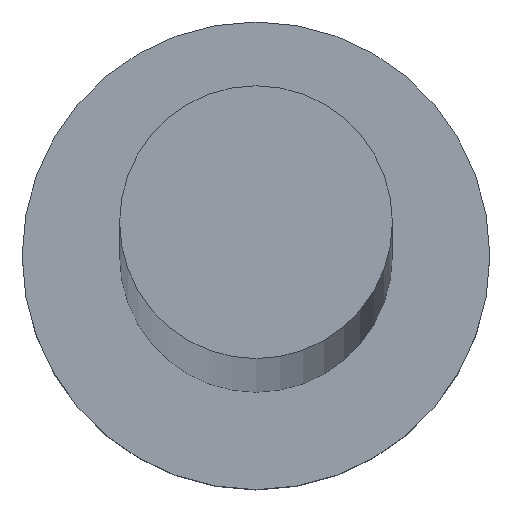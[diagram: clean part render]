
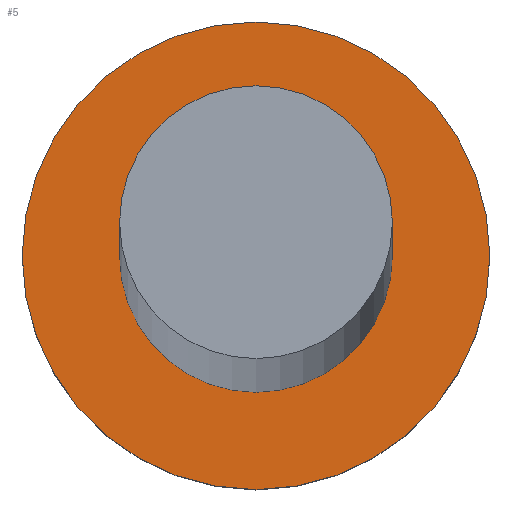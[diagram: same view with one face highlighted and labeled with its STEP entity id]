
A CAD part, top view. The second image highlights one B-rep face of the part: STEP entity #5.
In plain terms, the highlighted planar face has unit normal (0, 0, 1).
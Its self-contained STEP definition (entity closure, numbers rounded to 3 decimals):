
#5 = ADVANCED_FACE ( 'NONE', ( #208, #161 ), #141, .T. ) ;
#15 = DIRECTION ( 'NONE',  ( 0., 0., 1. ) ) ;
#16 = ORIENTED_EDGE ( 'NONE', *, *, #147, .F. ) ;
#24 = VERTEX_POINT ( 'NONE', #149 ) ;
#26 = VERTEX_POINT ( 'NONE', #49 ) ;
#30 = AXIS2_PLACEMENT_3D ( 'NONE', #239, #236, #60 ) ;
#33 = ORIENTED_EDGE ( 'NONE', *, *, #194, .T. ) ;
#37 = VERTEX_POINT ( 'NONE', #90 ) ;
#38 = AXIS2_PLACEMENT_3D ( 'NONE', #225, #15, #234 ) ;
#42 = CIRCLE ( 'NONE', #110, 6. ) ;
#49 = CARTESIAN_POINT ( 'NONE',  ( 3.5, 0., 5. ) ) ;
#56 = CARTESIAN_POINT ( 'NONE',  ( 0., 0., 5. ) ) ;
#57 = CARTESIAN_POINT ( 'NONE',  ( 0., 0., 5. ) ) ;
#60 = DIRECTION ( 'NONE',  ( 1., 0., 0. ) ) ;
#84 = CIRCLE ( 'NONE', #203, 3.5 ) ;
#85 = CARTESIAN_POINT ( 'NONE',  ( -6., 0., 5. ) ) ;
#86 = DIRECTION ( 'NONE',  ( 1., 0., 0. ) ) ;
#90 = CARTESIAN_POINT ( 'NONE',  ( -3.5, 0., 5. ) ) ;
#101 = EDGE_LOOP ( 'NONE', ( #121, #33 ) ) ;
#110 = AXIS2_PLACEMENT_3D ( 'NONE', #115, #224, #247 ) ;
#115 = CARTESIAN_POINT ( 'NONE',  ( 0., 0., 5. ) ) ;
#121 = ORIENTED_EDGE ( 'NONE', *, *, #158, .T. ) ;
#123 = EDGE_CURVE ( 'NONE', #26, #37, #84, .T. ) ;
#131 = DIRECTION ( 'NONE',  ( 0., 0., 1. ) ) ;
#132 = CIRCLE ( 'NONE', #30, 3.5 ) ;
#141 = PLANE ( 'NONE',  #38 ) ;
#147 = EDGE_CURVE ( 'NONE', #37, #26, #132, .T. ) ;
#149 = CARTESIAN_POINT ( 'NONE',  ( 6., 0., 5. ) ) ;
#153 = AXIS2_PLACEMENT_3D ( 'NONE', #57, #131, #212 ) ;
#158 = EDGE_CURVE ( 'NONE', #198, #24, #249, .T. ) ;
#161 = FACE_OUTER_BOUND ( 'NONE', #101, .T. ) ;
#182 = DIRECTION ( 'NONE',  ( 0., 0., 1. ) ) ;
#194 = EDGE_CURVE ( 'NONE', #24, #198, #42, .T. ) ;
#198 = VERTEX_POINT ( 'NONE', #85 ) ;
#203 = AXIS2_PLACEMENT_3D ( 'NONE', #56, #182, #86 ) ;
#208 = FACE_BOUND ( 'NONE', #246, .T. ) ;
#212 = DIRECTION ( 'NONE',  ( 1., 0., 0. ) ) ;
#223 = ORIENTED_EDGE ( 'NONE', *, *, #123, .F. ) ;
#224 = DIRECTION ( 'NONE',  ( 0., 0., 1. ) ) ;
#225 = CARTESIAN_POINT ( 'NONE',  ( 0., 0., 5. ) ) ;
#234 = DIRECTION ( 'NONE',  ( 1., 0., 0. ) ) ;
#236 = DIRECTION ( 'NONE',  ( 0., 0., 1. ) ) ;
#239 = CARTESIAN_POINT ( 'NONE',  ( 0., 0., 5. ) ) ;
#246 = EDGE_LOOP ( 'NONE', ( #16, #223 ) ) ;
#247 = DIRECTION ( 'NONE',  ( 1., 0., 0. ) ) ;
#249 = CIRCLE ( 'NONE', #153, 6. ) ;
